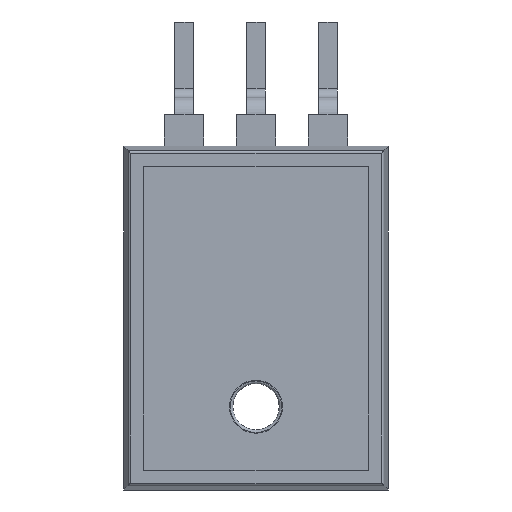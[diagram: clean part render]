
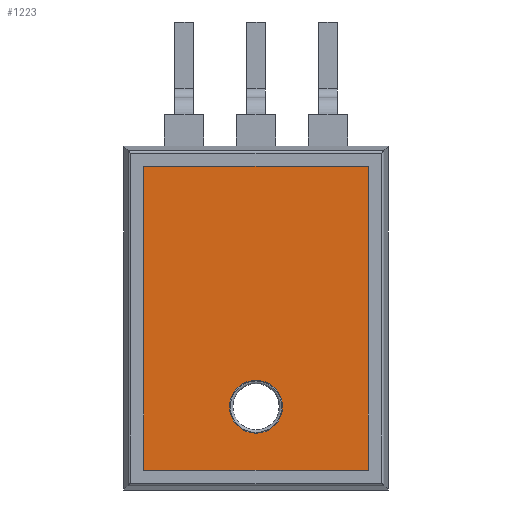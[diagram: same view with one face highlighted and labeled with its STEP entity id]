
A CAD part, front view. The second image highlights one B-rep face of the part: STEP entity #1223.
In plain terms, the highlighted planar face has unit normal (0, -1, 0).
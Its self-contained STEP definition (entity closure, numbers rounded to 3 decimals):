
#1223=ADVANCED_FACE('',(#2748,#2750),#2752,.T.);
#2748=FACE_BOUND('',#2749,.T.);
#2749=EDGE_LOOP('',(#3660,#3661,#3662,#3663));
#2750=FACE_BOUND('',#2751,.T.);
#2751=EDGE_LOOP('',(#3664));
#2752=PLANE('',#2753);
#2753=AXIS2_PLACEMENT_3D('',#2754,#2755,#2756);
#2754=CARTESIAN_POINT('',(0.,-2.001,0.));
#2755=DIRECTION('',(0.,-1.,0.));
#2756=DIRECTION('',(0.,0.,-1.));
#3660=ORIENTED_EDGE('',*,*,#4118,.T.);
#3661=ORIENTED_EDGE('',*,*,#4116,.T.);
#3662=ORIENTED_EDGE('',*,*,#4114,.T.);
#3663=ORIENTED_EDGE('',*,*,#4112,.T.);
#3664=ORIENTED_EDGE('',*,*,#4127,.T.);
#4112=EDGE_CURVE('',#4678,#4676,#4679,.T.);
#4114=EDGE_CURVE('',#4681,#4678,#4682,.T.);
#4116=EDGE_CURVE('',#4684,#4681,#4685,.T.);
#4118=EDGE_CURVE('',#4676,#4684,#4687,.T.);
#4127=EDGE_CURVE('',#4699,#4699,#4700,.T.);
#4676=VERTEX_POINT('',#6061);
#4678=VERTEX_POINT('',#6065);
#4679=LINE('',#6066,#6067);
#4681=VERTEX_POINT('',#6072);
#4682=LINE('',#6073,#6074);
#4684=VERTEX_POINT('',#6079);
#4685=LINE('',#6080,#6081);
#4687=LINE('',#6086,#6087);
#4699=VERTEX_POINT('',#6127);
#4700=CIRCLE('',#6128,2.);
#6061=CARTESIAN_POINT('',(8.5,-2.001,-11.5));
#6065=CARTESIAN_POINT('',(-8.5,-2.001,-11.5));
#6066=CARTESIAN_POINT('',(-8.5,-2.001,-11.5));
#6067=VECTOR('',#6068,1.);
#6068=DIRECTION('',(1.,0.,0.));
#6072=CARTESIAN_POINT('',(-8.5,-2.001,11.5));
#6073=CARTESIAN_POINT('',(-8.5,-2.001,11.5));
#6074=VECTOR('',#6075,1.);
#6075=DIRECTION('',(0.,0.,-1.));
#6079=CARTESIAN_POINT('',(8.5,-2.001,11.5));
#6080=CARTESIAN_POINT('',(8.5,-2.001,11.5));
#6081=VECTOR('',#6082,1.);
#6082=DIRECTION('',(-1.,0.,0.));
#6086=CARTESIAN_POINT('',(8.5,-2.001,-11.5));
#6087=VECTOR('',#6088,1.);
#6088=DIRECTION('',(0.,0.,1.));
#6127=CARTESIAN_POINT('',(2.,-2.001,-6.7));
#6128=AXIS2_PLACEMENT_3D('',#6129,#6130,#6131);
#6129=CARTESIAN_POINT('',(0.,-2.001,-6.7));
#6130=DIRECTION('',(0.,1.,0.));
#6131=DIRECTION('',(1.,0.,0.));
